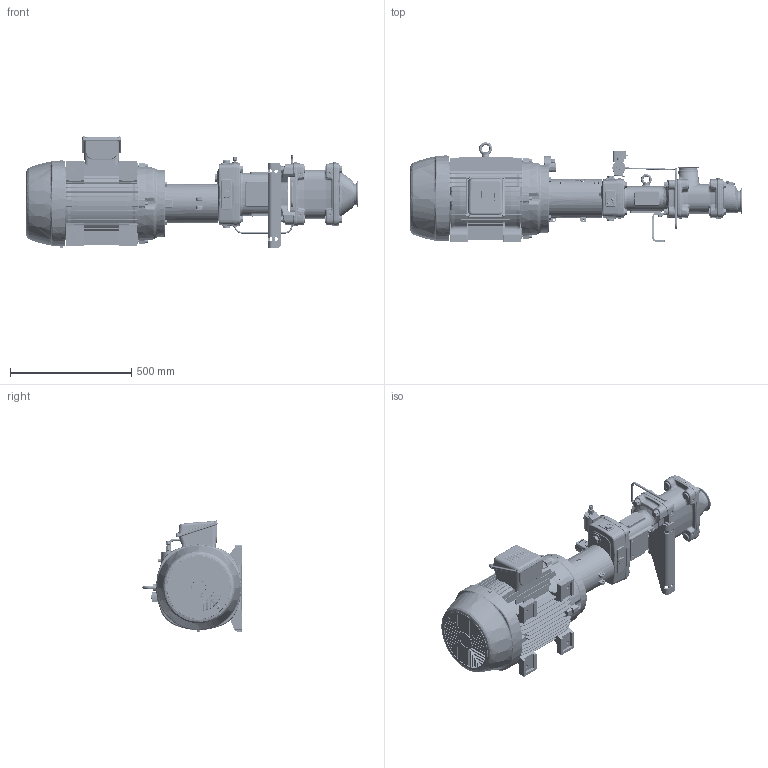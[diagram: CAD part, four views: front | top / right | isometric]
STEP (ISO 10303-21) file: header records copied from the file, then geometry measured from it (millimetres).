
FILE_DESCRIPTION (( 'STEP AP214' ), '1' );
FILE_NAME ('Twin Screw Pump VT104 on F1 with NEMA280 - 001936.STEP', '2025-05-30T15:31:09', ( '' ), ( '' ), 'SwSTEP 2.0', 'SolidWorks 2023', '' );
FILE_SCHEMA (( 'AUTOMOTIVE_DESIGN' ));
Length unit declared in the file: millimetre
Products named in the file (47): 001378; LA Socket Set Screw ISO-4029 M12x20 A2_ISO 4029 - M12 X 20; 001104_ISO 10642 - M6 x 16 - 16N; 001334; 001073; 001539; 001326; 001481; 001090_ISO 2338 - 8 h8 x 20 - A1; 001382; 001108; 001076; 001658_Gear_off; 001246; 001187_Washer ISO 7089 - 10; 001075; 000693; Twin Screw Pump VT104 on F1 with NEMA280 - 001936; 000351; 001469; 001402; 001401; 001096; Rohr^001383; 001135; 001377; 001383; 001404; 001074; 001403; 001380; 001313_DIN 1587 - M5; 001031_ISO 4017 - M10 X 25 - A2-70; 001070; 001482; 001111; 001006; 001307_ISO 4017 - M6 X 12 - A2-70; 001405; hex bolt 0p5-13x1p75 A2 18-8_HBOLT 0.5000-13x1.75x1.25-N ...
Assembly tree (65 placements, depth 5):
  Twin Screw Pump VT104 on F1 with NEMA280 - 001936
    001405
      001400
      001404
      001402
      001401
      001403
      001383
        001382
        001378
        000351  x2
        001380  x2
        Rohr^001383
        001377
      000693
      001406
      001481
      001482
    001107_console_off
      001133
        001076
          001073
          001074
        001075
        001104_ISO 10642 - M6 x 16 - 16N
        001307_ISO 4017 - M6 X 12 - A2-70
      001006
      001096
      001135
        001070
        001108
        001111
        LA Socket Set Screw ISO-4029 M12x20 A2_ISO 4029 - M12 X 20  x3
      001658_Gear_off
        001469
        hex bolt 0p5-13x1p75 A2 18-8_HBOLT 0.5000-13x1.75x1.25-N  x4
        001100_Preferred Narrow FW 0.5  x4
        001334
          001539
          001328  x2
          001326  x2
          001313_DIN 1587 - M5  x2
        001086_DIN 6912 - M16 X 35 - A2-70  x4
        001090_ISO 2338 - 8 h8 x 20 - A1  x2
    001246
    001187_Washer ISO 7089 - 10  x2
    001031_ISO 4017 - M10 X 25 - A2-70  x2
Bounding box: 1369.64 x 410.28 x 458.2 mm (x, y, z)
Volume: 64478853.6 mm3; surface area: 3778267.1 mm2
Topology: 89 solids, 99 shells, 8709 faces, 22186 edges, 13759 vertices
Faces by surface type: plane 3067, cylinder 2047, bspline 1660, cone 1006, torus 688, sphere 241
Entity records: 428696 total; most frequent: CARTESIAN_POINT 239706, ORIENTED_EDGE 41668, DIRECTION 35589, EDGE_CURVE 20834, AXIS2_PLACEMENT_3D 13633, VERTEX_POINT 13108, EDGE_LOOP 8900, LINE 8323
